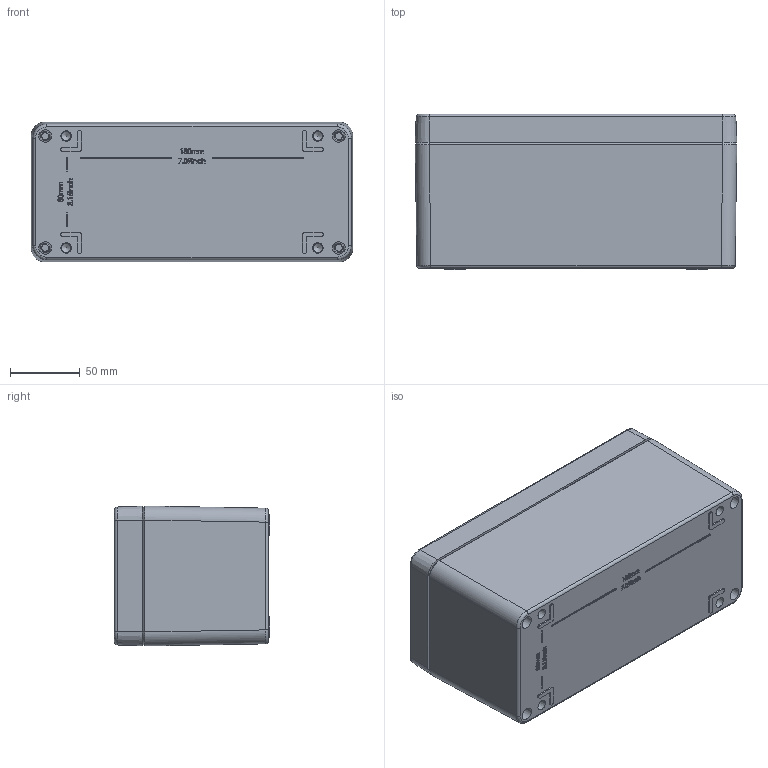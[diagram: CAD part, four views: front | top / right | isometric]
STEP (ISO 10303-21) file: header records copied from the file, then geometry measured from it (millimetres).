
FILE_DESCRIPTION (( 'STEP AP214' ), '1' );
FILE_NAME ('01231011.STEP', '2018-07-10T08:09:10', ( 'Macha' ), ( 'Hewlett-Packard Company' ), 'SwSTEP 2.0', 'SolidWorks 2018', '' );
FILE_SCHEMA (( 'AUTOMOTIVE_DESIGN' ));
Length unit declared in the file: millimetre
Products named in the file (4): 02600_Bearbeitet n.Zeichn. (01-2-021510-03-0); 01600_Bearbeitung n. Zeichng.01-2-016000-01-0; 01231011; 93134
Assembly tree (6 placements, depth 2):
  01231011
    01600_Bearbeitung n. Zeichng.01-2-016000-01-0
    02600_Bearbeitet n.Zeichn. (01-2-021510-03-0)
    93134  x4
Bounding box: 230 x 111 x 100.03 mm (x, y, z)
Volume: 649789.1 mm3; surface area: 248851.3 mm2
Topology: 6 solids, 6 shells, 1164 faces, 2852 edges, 1825 vertices
Faces by surface type: plane 552, bspline 290, cylinder 158, cone 117, torus 36, sphere 11
Full cylindrical faces by diameter (mm): 5 x11, 5.3 x4, 5.95 x5, 6 x4, 6.15 x5, 6.5 x1, 10 x4, 11 x1
Entity records: 49695 total; most frequent: CARTESIAN_POINT 26553, ORIENTED_EDGE 5082, DIRECTION 3773, EDGE_CURVE 2541, VERTEX_POINT 1691, EDGE_LOOP 1340, VECTOR 1259, LINE 1259
